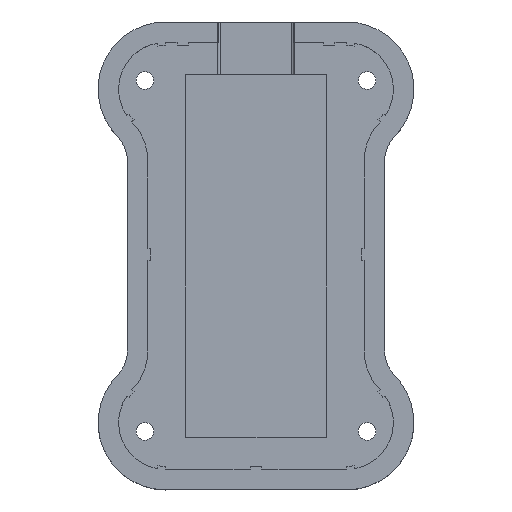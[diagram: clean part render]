
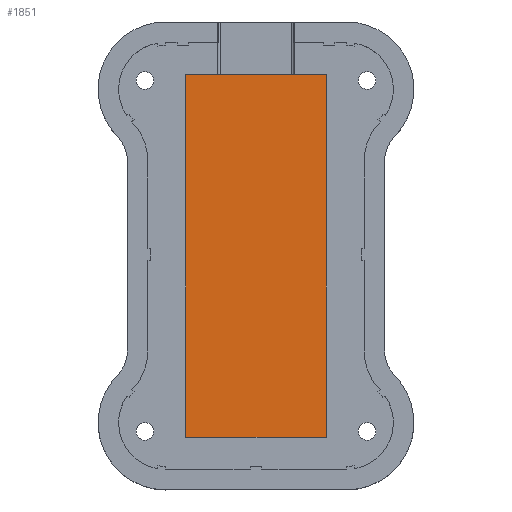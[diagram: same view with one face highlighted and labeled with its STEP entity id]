
A CAD part, top view. The second image highlights one B-rep face of the part: STEP entity #1851.
In plain terms, the highlighted planar face has unit normal (0, 0, 1).
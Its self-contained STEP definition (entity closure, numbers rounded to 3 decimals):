
#39=PLANE('',#2031);
#113=FACE_OUTER_BOUND('',#215,.T.);
#215=EDGE_LOOP('',(#1499,#1500,#1501,#1502));
#415=LINE('',#3053,#617);
#418=LINE('',#3058,#620);
#420=LINE('',#3062,#622);
#421=LINE('',#3064,#623);
#617=VECTOR('',#2427,10.);
#620=VECTOR('',#2432,10.);
#622=VECTOR('',#2436,10.);
#623=VECTOR('',#2439,10.);
#935=VERTEX_POINT('',#3050);
#936=VERTEX_POINT('',#3052);
#937=VERTEX_POINT('',#3056);
#938=VERTEX_POINT('',#3060);
#1145=EDGE_CURVE('',#935,#936,#415,.T.);
#1148=EDGE_CURVE('',#937,#935,#418,.T.);
#1150=EDGE_CURVE('',#938,#937,#420,.T.);
#1151=EDGE_CURVE('',#936,#938,#421,.T.);
#1499=ORIENTED_EDGE('',*,*,#1151,.F.);
#1500=ORIENTED_EDGE('',*,*,#1145,.F.);
#1501=ORIENTED_EDGE('',*,*,#1148,.F.);
#1502=ORIENTED_EDGE('',*,*,#1150,.F.);
#1851=ADVANCED_FACE('',(#113),#39,.F.);
#2031=AXIS2_PLACEMENT_3D('',#3065,#2440,#2441);
#2427=DIRECTION('',(1.,0.,0.));
#2432=DIRECTION('',(0.,1.,0.));
#2436=DIRECTION('',(-1.,0.,0.));
#2439=DIRECTION('',(0.,-1.,0.));
#2440=DIRECTION('center_axis',(0.,0.,-1.));
#2441=DIRECTION('ref_axis',(-1.,0.,0.));
#3050=CARTESIAN_POINT('',(83.25,-26.495,4.));
#3052=CARTESIAN_POINT('',(107.25,-26.495,4.));
#3053=CARTESIAN_POINT('',(101.25,-26.495,4.));
#3056=CARTESIAN_POINT('',(83.25,-88.495,4.));
#3058=CARTESIAN_POINT('',(83.25,-41.995,4.));
#3060=CARTESIAN_POINT('',(107.25,-88.495,4.));
#3062=CARTESIAN_POINT('',(89.25,-88.495,4.));
#3064=CARTESIAN_POINT('',(107.25,-72.995,4.));
#3065=CARTESIAN_POINT('Origin',(95.25,-57.495,4.));
